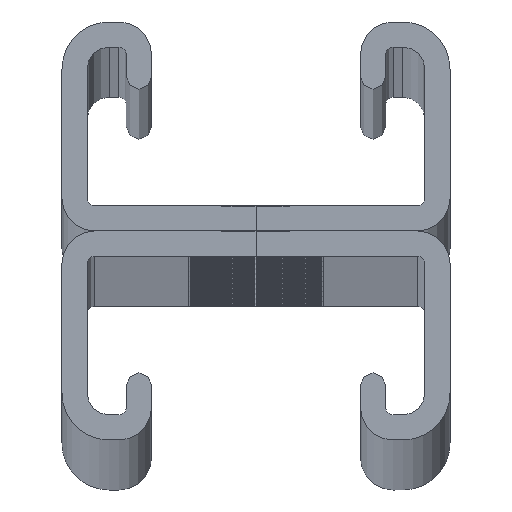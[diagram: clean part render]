
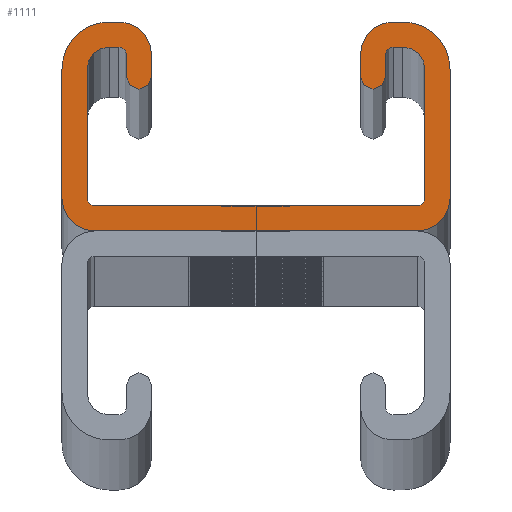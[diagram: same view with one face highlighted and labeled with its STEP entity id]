
A CAD part, top view. The second image highlights one B-rep face of the part: STEP entity #1111.
In plain terms, the highlighted planar face has unit normal (0, 0, 1).
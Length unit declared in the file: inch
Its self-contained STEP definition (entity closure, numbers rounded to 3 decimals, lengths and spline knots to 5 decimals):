
#1111=ADVANCED_FACE('',(#3019),#3020,.T.);
#3019=FACE_OUTER_BOUND('',#6226,.T.);
#3020=PLANE('',#6227);
#6226=EDGE_LOOP('',(#12383,#12384,#12385,#12386,#12387,#12388,#12389,#12390,#12391,#12392,#12393,#12394,#12395,#12396,#12397,#12398,#12399,#12400,#12401,#12402,#12403,#12404,#12405,#12406,#12407,#12408,#12409,#12410,#12411,#12412));
#6227=AXIS2_PLACEMENT_3D('',#12413,#12414,#12415);
#12383=ORIENTED_EDGE('',*,*,#19439,.F.);
#12384=ORIENTED_EDGE('',*,*,#19533,.F.);
#12385=ORIENTED_EDGE('',*,*,#19534,.F.);
#12386=ORIENTED_EDGE('',*,*,#19535,.F.);
#12387=ORIENTED_EDGE('',*,*,#19536,.F.);
#12388=ORIENTED_EDGE('',*,*,#19537,.F.);
#12389=ORIENTED_EDGE('',*,*,#19538,.F.);
#12390=ORIENTED_EDGE('',*,*,#19539,.F.);
#12391=ORIENTED_EDGE('',*,*,#19540,.F.);
#12392=ORIENTED_EDGE('',*,*,#19541,.F.);
#12393=ORIENTED_EDGE('',*,*,#19542,.F.);
#12394=ORIENTED_EDGE('',*,*,#19543,.F.);
#12395=ORIENTED_EDGE('',*,*,#19544,.F.);
#12396=ORIENTED_EDGE('',*,*,#19545,.F.);
#12397=ORIENTED_EDGE('',*,*,#19546,.F.);
#12398=ORIENTED_EDGE('',*,*,#19547,.F.);
#12399=ORIENTED_EDGE('',*,*,#19548,.F.);
#12400=ORIENTED_EDGE('',*,*,#19549,.F.);
#12401=ORIENTED_EDGE('',*,*,#19550,.F.);
#12402=ORIENTED_EDGE('',*,*,#19551,.F.);
#12403=ORIENTED_EDGE('',*,*,#19552,.F.);
#12404=ORIENTED_EDGE('',*,*,#19553,.F.);
#12405=ORIENTED_EDGE('',*,*,#19554,.F.);
#12406=ORIENTED_EDGE('',*,*,#19555,.F.);
#12407=ORIENTED_EDGE('',*,*,#19556,.F.);
#12408=ORIENTED_EDGE('',*,*,#19557,.F.);
#12409=ORIENTED_EDGE('',*,*,#19558,.F.);
#12410=ORIENTED_EDGE('',*,*,#19559,.F.);
#12411=ORIENTED_EDGE('',*,*,#19560,.F.);
#12412=ORIENTED_EDGE('',*,*,#19561,.F.);
#12413=CARTESIAN_POINT('',(0.,0.36209,120.0));
#12414=DIRECTION('',(0.0,0.0,1.0));
#12415=DIRECTION('',(1.0,0.0,0.0));
#19439=EDGE_CURVE('',#23235,#23236,#23237,.T.);
#19533=EDGE_CURVE('',#23398,#23235,#23399,.T.);
#19534=EDGE_CURVE('',#23400,#23398,#23401,.T.);
#19535=EDGE_CURVE('',#23402,#23400,#23403,.T.);
#19536=EDGE_CURVE('',#23404,#23402,#23405,.T.);
#19537=EDGE_CURVE('',#23406,#23404,#23407,.T.);
#19538=EDGE_CURVE('',#23408,#23406,#23409,.T.);
#19539=EDGE_CURVE('',#23410,#23408,#23411,.T.);
#19540=EDGE_CURVE('',#23412,#23410,#23413,.T.);
#19541=EDGE_CURVE('',#23414,#23412,#23415,.T.);
#19542=EDGE_CURVE('',#23416,#23414,#23417,.T.);
#19543=EDGE_CURVE('',#23418,#23416,#23419,.T.);
#19544=EDGE_CURVE('',#23420,#23418,#23421,.T.);
#19545=EDGE_CURVE('',#23422,#23420,#23423,.T.);
#19546=EDGE_CURVE('',#23424,#23422,#23425,.T.);
#19547=EDGE_CURVE('',#23426,#23424,#23427,.T.);
#19548=EDGE_CURVE('',#23428,#23426,#23429,.T.);
#19549=EDGE_CURVE('',#23430,#23428,#23431,.T.);
#19550=EDGE_CURVE('',#23432,#23430,#23433,.T.);
#19551=EDGE_CURVE('',#23434,#23432,#23435,.T.);
#19552=EDGE_CURVE('',#23436,#23434,#23437,.T.);
#19553=EDGE_CURVE('',#23438,#23436,#23439,.T.);
#19554=EDGE_CURVE('',#23440,#23438,#23441,.T.);
#19555=EDGE_CURVE('',#23442,#23440,#23443,.T.);
#19556=EDGE_CURVE('',#23444,#23442,#23445,.T.);
#19557=EDGE_CURVE('',#23446,#23444,#23447,.T.);
#19558=EDGE_CURVE('',#23448,#23446,#23449,.T.);
#19559=EDGE_CURVE('',#23450,#23448,#23451,.T.);
#19560=EDGE_CURVE('',#23452,#23450,#23453,.T.);
#19561=EDGE_CURVE('',#23236,#23452,#23454,.T.);
#23235=VERTEX_POINT('',#28998);
#23236=VERTEX_POINT('',#28999);
#23237=CIRCLE('',#29000,0.09375);
#23398=VERTEX_POINT('',#29296);
#23399=LINE('',#29297,#29298);
#23400=VERTEX_POINT('',#29299);
#23401=CIRCLE('',#29300,0.03125);
#23402=VERTEX_POINT('',#29301);
#23403=LINE('',#29302,#29303);
#23404=VERTEX_POINT('',#29304);
#23405=CIRCLE('',#29305,0.03125);
#23406=VERTEX_POINT('',#29306);
#23407=LINE('',#29307,#29308);
#23408=VERTEX_POINT('',#29309);
#23409=CIRCLE('',#29310,0.09375);
#23410=VERTEX_POINT('',#29311);
#23411=LINE('',#29312,#29313);
#23412=VERTEX_POINT('',#29314);
#23413=CIRCLE('',#29315,0.03125);
#23414=VERTEX_POINT('',#29316);
#23415=LINE('',#29317,#29318);
#23416=VERTEX_POINT('',#29319);
#23417=CIRCLE('',#29320,0.0525);
#23418=VERTEX_POINT('',#29321);
#23419=LINE('',#29322,#29323);
#23420=VERTEX_POINT('',#29324);
#23421=CIRCLE('',#29325,0.13625);
#23422=VERTEX_POINT('',#29326);
#23423=LINE('',#29327,#29328);
#23424=VERTEX_POINT('',#29329);
#23425=CIRCLE('',#29330,0.19875);
#23426=VERTEX_POINT('',#29331);
#23427=LINE('',#29332,#29333);
#23428=VERTEX_POINT('',#29334);
#23429=CIRCLE('',#29335,0.13625);
#23430=VERTEX_POINT('',#29336);
#23431=CIRCLE('',#29337,0.13625);
#23432=VERTEX_POINT('',#29338);
#23433=LINE('',#29339,#29340);
#23434=VERTEX_POINT('',#29341);
#23435=CIRCLE('',#29342,0.13625);
#23436=VERTEX_POINT('',#29343);
#23437=CIRCLE('',#29344,0.13625);
#23438=VERTEX_POINT('',#29345);
#23439=LINE('',#29346,#29347);
#23440=VERTEX_POINT('',#29348);
#23441=CIRCLE('',#29349,0.19875);
#23442=VERTEX_POINT('',#29350);
#23443=LINE('',#29351,#29352);
#23444=VERTEX_POINT('',#29353);
#23445=CIRCLE('',#29354,0.13625);
#23446=VERTEX_POINT('',#29355);
#23447=LINE('',#29356,#29357);
#23448=VERTEX_POINT('',#29358);
#23449=CIRCLE('',#29359,0.0525);
#23450=VERTEX_POINT('',#29360);
#23451=LINE('',#29361,#29362);
#23452=VERTEX_POINT('',#29363);
#23453=CIRCLE('',#29364,0.03125);
#23454=LINE('',#29365,#29366);
#28998=CARTESIAN_POINT('',(0.7075,0.67625,120.0));
#28999=CARTESIAN_POINT('',(0.61375,0.77,120.0));
#29000=AXIS2_PLACEMENT_3D('',#37704,#37705,#37706);
#29296=CARTESIAN_POINT('',(0.7075,0.13625,120.0));
#29297=CARTESIAN_POINT('',(0.7075,0.67625,120.0));
#29298=VECTOR('',#37755,1.0);
#29299=CARTESIAN_POINT('',(0.67625,0.105,120.0));
#29300=AXIS2_PLACEMENT_3D('',#37756,#37757,#37758);
#29301=CARTESIAN_POINT('',(-0.67625,0.105,120.0));
#29302=CARTESIAN_POINT('',(0.67625,0.105,120.0));
#29303=VECTOR('',#37759,1.0);
#29304=CARTESIAN_POINT('',(-0.7075,0.13625,120.0));
#29305=AXIS2_PLACEMENT_3D('',#37760,#37761,#37762);
#29306=CARTESIAN_POINT('',(-0.7075,0.67625,120.0));
#29307=CARTESIAN_POINT('',(-0.7075,0.13625,120.0));
#29308=VECTOR('',#37763,1.0);
#29309=CARTESIAN_POINT('',(-0.61375,0.77,120.0));
#29310=AXIS2_PLACEMENT_3D('',#37764,#37765,#37766);
#29311=CARTESIAN_POINT('',(-0.57375,0.77,120.0));
#29312=CARTESIAN_POINT('',(-0.61375,0.77,120.0));
#29313=VECTOR('',#37767,1.0);
#29314=CARTESIAN_POINT('',(-0.5425,0.73875,120.0));
#29315=AXIS2_PLACEMENT_3D('',#37768,#37769,#37770);
#29316=CARTESIAN_POINT('',(-0.5425,0.6465,120.0));
#29317=CARTESIAN_POINT('',(-0.5425,0.73875,120.0));
#29318=VECTOR('',#37771,1.0);
#29319=CARTESIAN_POINT('',(-0.4375,0.6465,120.0));
#29320=AXIS2_PLACEMENT_3D('',#37772,#37773,#37774);
#29321=CARTESIAN_POINT('',(-0.4375,0.73875,120.0));
#29322=CARTESIAN_POINT('',(-0.4375,0.6465,120.0));
#29323=VECTOR('',#37775,1.0);
#29324=CARTESIAN_POINT('',(-0.57375,0.875,120.0));
#29325=AXIS2_PLACEMENT_3D('',#37776,#37777,#37778);
#29326=CARTESIAN_POINT('',(-0.61375,0.875,120.0));
#29327=CARTESIAN_POINT('',(-0.57375,0.875,120.0));
#29328=VECTOR('',#37779,1.0);
#29329=CARTESIAN_POINT('',(-0.8125,0.67625,120.0));
#29330=AXIS2_PLACEMENT_3D('',#37780,#37781,#37782);
#29331=CARTESIAN_POINT('',(-0.8125,0.13625,120.0));
#29332=CARTESIAN_POINT('',(-0.8125,0.67625,120.0));
#29333=VECTOR('',#37783,1.0);
#29334=CARTESIAN_POINT('',(-0.67632,0.,120.0));
#29335=AXIS2_PLACEMENT_3D('',#37784,#37785,#37786);
#29336=CARTESIAN_POINT('',(-0.67625,0.0,120.0));
#29337=AXIS2_PLACEMENT_3D('',#37787,#37788,#37789);
#29338=CARTESIAN_POINT('',(0.67625,0.0,120.0));
#29339=CARTESIAN_POINT('',(-0.67625,0.0,120.0));
#29340=VECTOR('',#37790,1.0);
#29341=CARTESIAN_POINT('',(0.67632,0.,120.0));
#29342=AXIS2_PLACEMENT_3D('',#37791,#37792,#37793);
#29343=CARTESIAN_POINT('',(0.8125,0.13625,120.0));
#29344=AXIS2_PLACEMENT_3D('',#37794,#37795,#37796);
#29345=CARTESIAN_POINT('',(0.8125,0.67625,120.0));
#29346=CARTESIAN_POINT('',(0.8125,0.13625,120.0));
#29347=VECTOR('',#37797,1.0);
#29348=CARTESIAN_POINT('',(0.61375,0.875,120.0));
#29349=AXIS2_PLACEMENT_3D('',#37798,#37799,#37800);
#29350=CARTESIAN_POINT('',(0.57375,0.875,120.0));
#29351=CARTESIAN_POINT('',(0.61375,0.875,120.0));
#29352=VECTOR('',#37801,1.0);
#29353=CARTESIAN_POINT('',(0.4375,0.73875,120.0));
#29354=AXIS2_PLACEMENT_3D('',#37802,#37803,#37804);
#29355=CARTESIAN_POINT('',(0.4375,0.6465,120.0));
#29356=CARTESIAN_POINT('',(0.4375,0.73875,120.0));
#29357=VECTOR('',#37805,1.0);
#29358=CARTESIAN_POINT('',(0.5425,0.6465,120.0));
#29359=AXIS2_PLACEMENT_3D('',#37806,#37807,#37808);
#29360=CARTESIAN_POINT('',(0.5425,0.73875,120.0));
#29361=CARTESIAN_POINT('',(0.5425,0.6465,120.0));
#29362=VECTOR('',#37809,1.0);
#29363=CARTESIAN_POINT('',(0.57375,0.77,120.0));
#29364=AXIS2_PLACEMENT_3D('',#37810,#37811,#37812);
#29365=CARTESIAN_POINT('',(0.57375,0.77,120.0));
#29366=VECTOR('',#37813,1.0);
#37704=CARTESIAN_POINT('',(0.61375,0.67625,120.0));
#37705=DIRECTION('',(0.0,0.0,1.0));
#37706=DIRECTION('',(1.0,0.0,0.0));
#37755=DIRECTION('',(0.,1.0,0.0));
#37756=CARTESIAN_POINT('',(0.67625,0.13625,120.0));
#37757=DIRECTION('',(0.0,0.0,1.0));
#37758=DIRECTION('',(1.0,0.0,0.0));
#37759=DIRECTION('',(1.0,0.0,0.0));
#37760=CARTESIAN_POINT('',(-0.67625,0.13625,120.0));
#37761=DIRECTION('',(0.0,0.0,1.0));
#37762=DIRECTION('',(1.0,0.0,0.0));
#37763=DIRECTION('',(0.,-1.0,0.0));
#37764=CARTESIAN_POINT('',(-0.61375,0.67625,120.0));
#37765=DIRECTION('',(0.0,0.0,1.0));
#37766=DIRECTION('',(1.0,0.0,0.0));
#37767=DIRECTION('',(-1.0,0.,-0.0));
#37768=CARTESIAN_POINT('',(-0.57375,0.73875,120.0));
#37769=DIRECTION('',(0.0,0.0,1.0));
#37770=DIRECTION('',(1.0,0.0,0.0));
#37771=DIRECTION('',(0.0,1.0,0.0));
#37772=CARTESIAN_POINT('',(-0.49,0.6465,120.0));
#37773=DIRECTION('',(0.0,0.0,-1.0));
#37774=DIRECTION('',(1.0,0.0,0.0));
#37775=DIRECTION('',(-0.0,-1.0,-0.0));
#37776=CARTESIAN_POINT('',(-0.57375,0.73875,120.0));
#37777=DIRECTION('',(0.0,0.0,-1.0));
#37778=DIRECTION('',(1.0,0.0,0.0));
#37779=DIRECTION('',(1.0,0.,0.0));
#37780=CARTESIAN_POINT('',(-0.61375,0.67625,120.0));
#37781=DIRECTION('',(0.0,0.0,-1.0));
#37782=DIRECTION('',(1.0,0.0,0.0));
#37783=DIRECTION('',(0.,1.0,0.0));
#37784=CARTESIAN_POINT('',(-0.67625,0.13625,120.0));
#37785=DIRECTION('',(0.0,0.0,-1.0));
#37786=DIRECTION('',(1.0,0.0,0.0));
#37787=CARTESIAN_POINT('',(-0.67625,0.13625,120.0));
#37788=DIRECTION('',(0.0,0.0,-1.0));
#37789=DIRECTION('',(1.0,0.0,0.0));
#37790=DIRECTION('',(-1.0,-0.0,-0.0));
#37791=CARTESIAN_POINT('',(0.67625,0.13625,120.0));
#37792=DIRECTION('',(0.0,0.0,-1.0));
#37793=DIRECTION('',(1.0,0.0,0.0));
#37794=CARTESIAN_POINT('',(0.67625,0.13625,120.0));
#37795=DIRECTION('',(0.0,0.0,-1.0));
#37796=DIRECTION('',(1.0,0.0,0.0));
#37797=DIRECTION('',(0.,-1.0,0.0));
#37798=CARTESIAN_POINT('',(0.61375,0.67625,120.0));
#37799=DIRECTION('',(0.0,0.0,-1.0));
#37800=DIRECTION('',(1.0,0.0,0.0));
#37801=DIRECTION('',(1.0,0.0,0.0));
#37802=CARTESIAN_POINT('',(0.57375,0.73875,120.0));
#37803=DIRECTION('',(0.0,0.0,-1.0));
#37804=DIRECTION('',(1.0,0.0,0.0));
#37805=DIRECTION('',(0.0,1.0,0.0));
#37806=CARTESIAN_POINT('',(0.49,0.6465,120.0));
#37807=DIRECTION('',(0.0,0.0,-1.0));
#37808=DIRECTION('',(1.0,0.0,0.0));
#37809=DIRECTION('',(-0.0,-1.0,-0.0));
#37810=CARTESIAN_POINT('',(0.57375,0.73875,120.0));
#37811=DIRECTION('',(0.0,0.0,1.0));
#37812=DIRECTION('',(1.0,0.0,0.0));
#37813=DIRECTION('',(-1.0,0.,0.0));
